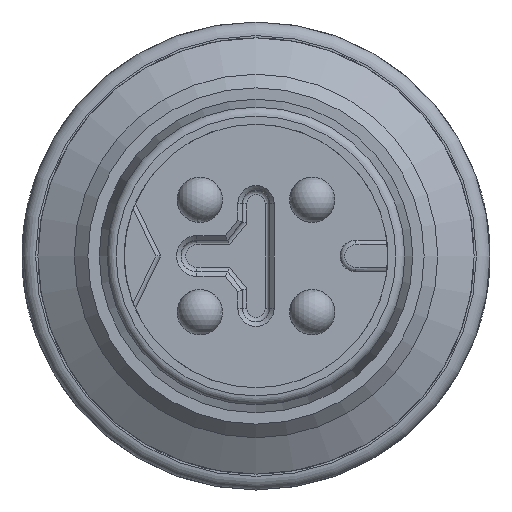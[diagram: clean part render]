
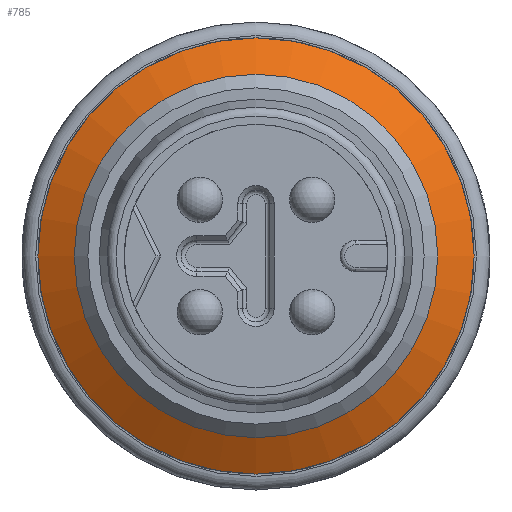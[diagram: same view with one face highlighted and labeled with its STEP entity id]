
A CAD part, front view. The second image highlights one B-rep face of the part: STEP entity #785.
In plain terms, the highlighted conical face has half-angle 60 degrees and reference radius 4 mm.
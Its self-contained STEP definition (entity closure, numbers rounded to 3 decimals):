
#226=CONICAL_SURFACE('',#2970,4.,60.);
#785=ADVANCED_FACE('',(#925,#926),#226,.T.);
#925=FACE_BOUND('',#1130,.T.);
#926=FACE_BOUND('',#1131,.T.);
#1130=EDGE_LOOP('',(#1782));
#1131=EDGE_LOOP('',(#1783));
#1782=ORIENTED_EDGE('',*,*,#2446,.F.);
#1783=ORIENTED_EDGE('',*,*,#2445,.T.);
#2093=VERTEX_POINT('',#5579);
#2094=VERTEX_POINT('',#5582);
#2445=EDGE_CURVE('',#2093,#2093,#2655,.T.);
#2446=EDGE_CURVE('',#2094,#2094,#2656,.T.);
#2655=CIRCLE('',#2967,4.);
#2656=CIRCLE('',#2969,4.8);
#2967=AXIS2_PLACEMENT_3D('',#5578,#3689,#3690);
#2969=AXIS2_PLACEMENT_3D('',#5581,#3693,#3694);
#2970=AXIS2_PLACEMENT_3D('',#5583,#3695,#3696);
#3689=DIRECTION('',(0.,1.,0.));
#3690=DIRECTION('',(0.,0.,-1.));
#3693=DIRECTION('',(0.,1.,0.));
#3694=DIRECTION('',(0.,0.,-1.));
#3695=DIRECTION('',(0.,1.,0.));
#3696=DIRECTION('',(0.,0.,-1.));
#5578=CARTESIAN_POINT('',(105.675,-9.675,0.));
#5579=CARTESIAN_POINT('',(105.675,-9.675,-4.));
#5581=CARTESIAN_POINT('',(105.675,-9.213,0.));
#5582=CARTESIAN_POINT('',(105.675,-9.213,-4.8));
#5583=CARTESIAN_POINT('',(105.675,-9.675,0.));
